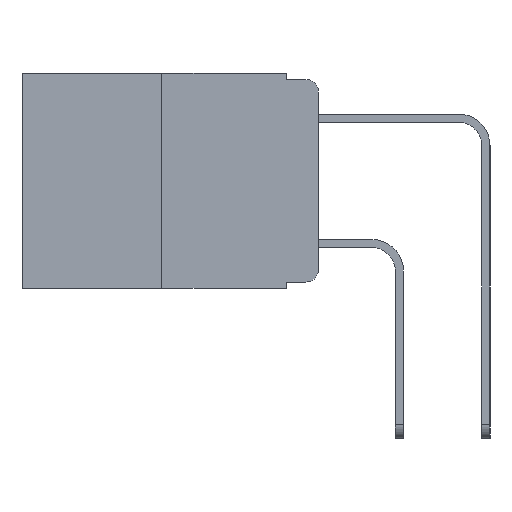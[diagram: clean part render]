
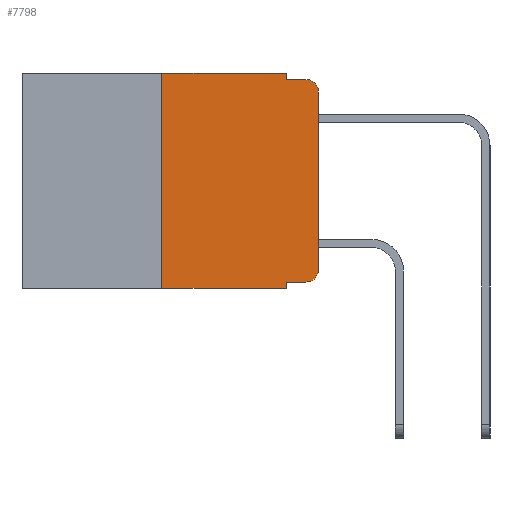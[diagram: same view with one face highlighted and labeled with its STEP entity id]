
A CAD part, left-side view. The second image highlights one B-rep face of the part: STEP entity #7798.
In plain terms, the highlighted planar face has unit normal (-1, 0, 0).
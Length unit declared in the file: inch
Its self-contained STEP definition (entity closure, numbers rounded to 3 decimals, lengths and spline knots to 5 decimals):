
#163 = EDGE_CURVE ( 'NONE', #13337, #2023, #6746, .T. ) ;
#327 = CARTESIAN_POINT ( 'NONE',  ( 0., 0.02, -0.333 ) ) ;
#481 = VECTOR ( 'NONE', #7655, 39.37008 ) ;
#652 = VERTEX_POINT ( 'NONE', #327 ) ;
#744 = AXIS2_PLACEMENT_3D ( 'NONE', #10013, #3810, #10993 ) ;
#964 = ORIENTED_EDGE ( 'NONE', *, *, #7924, .T. ) ;
#1051 = AXIS2_PLACEMENT_3D ( 'NONE', #4446, #11570, #5478 ) ;
#1667 = VECTOR ( 'NONE', #2056, 39.37008 ) ;
#1826 = FACE_OUTER_BOUND ( 'NONE', #4407, .T. ) ;
#1907 = CARTESIAN_POINT ( 'NONE',  ( 0., 0.051, -0.343 ) ) ;
#2023 = VERTEX_POINT ( 'NONE', #1907 ) ;
#2056 = DIRECTION ( 'NONE',  ( 0., 0., 1. ) ) ;
#2402 = ORIENTED_EDGE ( 'NONE', *, *, #4130, .T. ) ;
#2583 = EDGE_CURVE ( 'NONE', #10683, #652, #11792, .T. ) ;
#2840 = CARTESIAN_POINT ( 'NONE',  ( 0., 0.051, -0.333 ) ) ;
#3222 = ORIENTED_EDGE ( 'NONE', *, *, #9302, .F. ) ;
#3274 = VERTEX_POINT ( 'NONE', #12639 ) ;
#3621 = VECTOR ( 'NONE', #11154, 39.37008 ) ;
#3675 = VERTEX_POINT ( 'NONE', #7345 ) ;
#3680 = CARTESIAN_POINT ( 'NONE',  ( 0., 0.051, 0. ) ) ;
#3810 = DIRECTION ( 'NONE',  ( -1., 0., 0. ) ) ;
#4130 = EDGE_CURVE ( 'NONE', #3274, #7503, #8612, .T. ) ;
#4407 = EDGE_LOOP ( 'NONE', ( #9913, #2402, #7425, #3222, #8253, #12285, #7881, #13569, #6899, #964 ) ) ;
#4446 = CARTESIAN_POINT ( 'NONE',  ( 0., 0.02, -0.313 ) ) ;
#4467 = EDGE_CURVE ( 'NONE', #10683, #2023, #6027, .T. ) ;
#4628 = CARTESIAN_POINT ( 'NONE',  ( 0., 0.051, -0.01 ) ) ;
#5309 = CARTESIAN_POINT ( 'NONE',  ( 0., 0.473, 0. ) ) ;
#5478 = DIRECTION ( 'NONE',  ( 0., 0., -1. ) ) ;
#5497 = VECTOR ( 'NONE', #10708, 39.37008 ) ;
#5722 = VECTOR ( 'NONE', #8651, 39.37008 ) ;
#6027 = LINE ( 'NONE', #6293, #8129 ) ;
#6293 = CARTESIAN_POINT ( 'NONE',  ( 0., 0.051, 0. ) ) ;
#6363 = DIRECTION ( 'NONE',  ( 1., 0., 0. ) ) ;
#6386 = DIRECTION ( 'NONE',  ( 0., -1., 0. ) ) ;
#6391 = LINE ( 'NONE', #12648, #5722 ) ;
#6434 = EDGE_CURVE ( 'NONE', #3675, #3274, #7463, .T. ) ;
#6456 = VERTEX_POINT ( 'NONE', #6476 ) ;
#6476 = CARTESIAN_POINT ( 'NONE',  ( 0., 0.25, 0. ) ) ;
#6639 = CARTESIAN_POINT ( 'NONE',  ( 0., 0.051, 0. ) ) ;
#6746 = LINE ( 'NONE', #9839, #9464 ) ;
#6899 = ORIENTED_EDGE ( 'NONE', *, *, #2583, .T. ) ;
#7253 = EDGE_CURVE ( 'NONE', #10183, #7503, #7597, .T. ) ;
#7285 = DIRECTION ( 'NONE',  ( 0., 0., -1. ) ) ;
#7345 = CARTESIAN_POINT ( 'NONE',  ( 0., 0., -0.313 ) ) ;
#7425 = ORIENTED_EDGE ( 'NONE', *, *, #7253, .F. ) ;
#7463 = LINE ( 'NONE', #13548, #1667 ) ;
#7503 = VERTEX_POINT ( 'NONE', #12029 ) ;
#7546 = CARTESIAN_POINT ( 'NONE',  ( 0., 0.25, -0.343 ) ) ;
#7597 = LINE ( 'NONE', #9720, #5497 ) ;
#7655 = DIRECTION ( 'NONE',  ( 0., 0., -1. ) ) ;
#7798 = ADVANCED_FACE ( 'NONE', ( #1826 ), #11397, .F. ) ;
#7881 = ORIENTED_EDGE ( 'NONE', *, *, #163, .T. ) ;
#7924 = EDGE_CURVE ( 'NONE', #652, #3675, #8707, .T. ) ;
#8129 = VECTOR ( 'NONE', #7285, 39.37008 ) ;
#8140 = VERTEX_POINT ( 'NONE', #3680 ) ;
#8175 = VECTOR ( 'NONE', #12162, 39.37008 ) ;
#8253 = ORIENTED_EDGE ( 'NONE', *, *, #9714, .F. ) ;
#8612 = CIRCLE ( 'NONE', #744, 0.02 ) ;
#8651 = DIRECTION ( 'NONE',  ( 0., 0., 1. ) ) ;
#8707 = CIRCLE ( 'NONE', #1051, 0.02 ) ;
#9164 = LINE ( 'NONE', #6639, #481 ) ;
#9302 = EDGE_CURVE ( 'NONE', #8140, #10183, #9164, .T. ) ;
#9464 = VECTOR ( 'NONE', #6386, 39.37008 ) ;
#9714 = EDGE_CURVE ( 'NONE', #6456, #8140, #10844, .T. ) ;
#9720 = CARTESIAN_POINT ( 'NONE',  ( 0., 0.051, -0.01 ) ) ;
#9839 = CARTESIAN_POINT ( 'NONE',  ( 0., 0.473, -0.343 ) ) ;
#9913 = ORIENTED_EDGE ( 'NONE', *, *, #6434, .T. ) ;
#10013 = CARTESIAN_POINT ( 'NONE',  ( 0., 0.02, -0.03 ) ) ;
#10183 = VERTEX_POINT ( 'NONE', #4628 ) ;
#10683 = VERTEX_POINT ( 'NONE', #13425 ) ;
#10708 = DIRECTION ( 'NONE',  ( 0., -1., 0. ) ) ;
#10844 = LINE ( 'NONE', #11132, #8175 ) ;
#10993 = DIRECTION ( 'NONE',  ( 0., 0., -1. ) ) ;
#11132 = CARTESIAN_POINT ( 'NONE',  ( 0., 0.473, 0. ) ) ;
#11154 = DIRECTION ( 'NONE',  ( 0., -1., 0. ) ) ;
#11397 = PLANE ( 'NONE',  #13374 ) ;
#11545 = EDGE_CURVE ( 'NONE', #13337, #6456, #6391, .T. ) ;
#11570 = DIRECTION ( 'NONE',  ( -1., 0., 0. ) ) ;
#11792 = LINE ( 'NONE', #2840, #3621 ) ;
#12029 = CARTESIAN_POINT ( 'NONE',  ( 0., 0.02, -0.01 ) ) ;
#12162 = DIRECTION ( 'NONE',  ( 0., -1., 0. ) ) ;
#12285 = ORIENTED_EDGE ( 'NONE', *, *, #11545, .F. ) ;
#12639 = CARTESIAN_POINT ( 'NONE',  ( 0., 0., -0.03 ) ) ;
#12648 = CARTESIAN_POINT ( 'NONE',  ( 0., 0.25, 0. ) ) ;
#13337 = VERTEX_POINT ( 'NONE', #7546 ) ;
#13374 = AXIS2_PLACEMENT_3D ( 'NONE', #5309, #6363, #13481 ) ;
#13425 = CARTESIAN_POINT ( 'NONE',  ( 0., 0.051, -0.333 ) ) ;
#13481 = DIRECTION ( 'NONE',  ( 0., 0., -1. ) ) ;
#13548 = CARTESIAN_POINT ( 'NONE',  ( 0., 0., 0. ) ) ;
#13569 = ORIENTED_EDGE ( 'NONE', *, *, #4467, .F. ) ;
